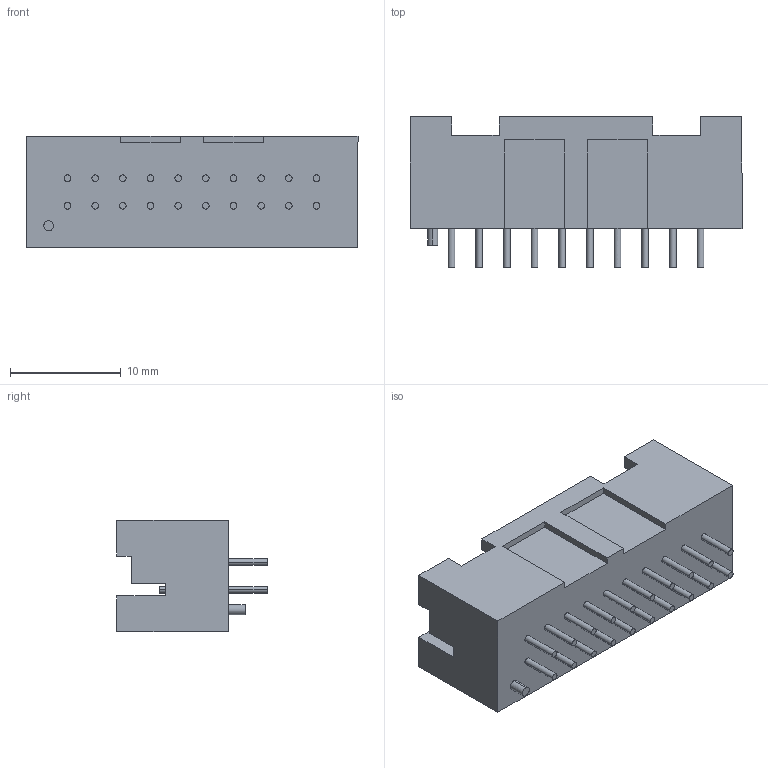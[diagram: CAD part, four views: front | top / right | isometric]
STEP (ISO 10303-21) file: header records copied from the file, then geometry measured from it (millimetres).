
FILE_DESCRIPTION (( 'STEP AP214' ), '1' );
FILE_NAME ('JST_XAD_B20B-XADSS-N-A_2x10_P2.50mm_Vertical.STEP', '2020-06-06T17:53:42', ( '' ), ( '' ), 'SwSTEP 2.0', 'SolidWorks 2018', '' );
FILE_SCHEMA (( 'AUTOMOTIVE_DESIGN' ));
Length unit declared in the file: inch
Products named in the file (1): JST_XAD_B20B-XADSS-N-A_2x10_P2.50mm_Vertical
Bounding box: 30 x 13.6 x 10.1 mm (x, y, z)
Volume: 1313 mm3; surface area: 2297.1 mm2
Topology: 1 solids, 1 shells, 271 faces, 630 edges, 420 vertices
Faces by surface type: plane 189, cylinder 82
Entity records: 9316 total; most frequent: DIRECTION 1338, CARTESIAN_POINT 1322, ORIENTED_EDGE 1260, EDGE_CURVE 630, LINE 466, VECTOR 466, AXIS2_PLACEMENT_3D 436, VERTEX_POINT 420
